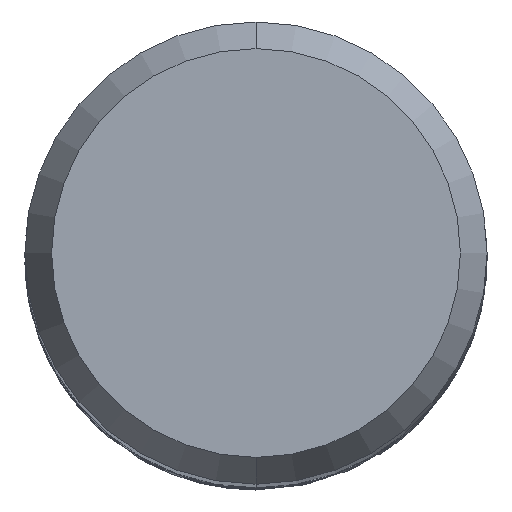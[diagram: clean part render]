
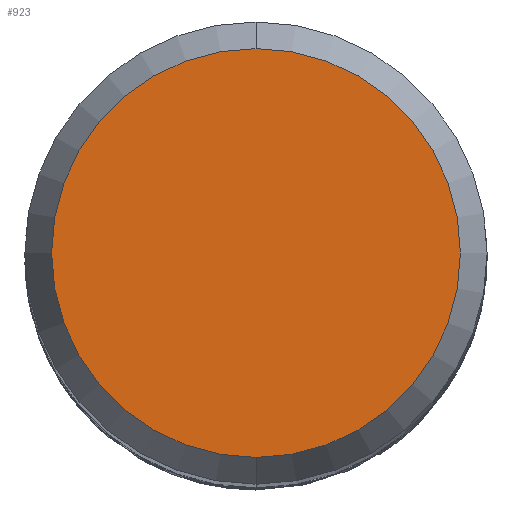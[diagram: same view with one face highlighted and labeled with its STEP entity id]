
A CAD part, top view. The second image highlights one B-rep face of the part: STEP entity #923.
In plain terms, the highlighted planar face has unit normal (0, 0, 1).
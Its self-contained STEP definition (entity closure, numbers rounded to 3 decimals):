
#839=EDGE_CURVE('',#1143,#847,#1893,.T.);
#847=VERTEX_POINT('',#1902);
#923=ADVANCED_FACE('',(#1987),#1988,.T.);
#1143=VERTEX_POINT('',#2229);
#1273=EDGE_CURVE('',#847,#1143,#2369,.T.);
#1893=CIRCLE('',#8565,4.423);
#1902=CARTESIAN_POINT('',(0.0,4.423,0.0));
#1987=FACE_OUTER_BOUND('',#10124,.T.);
#1988=PLANE('',#10125);
#2229=CARTESIAN_POINT('',(0.,-4.423,0.0));
#2369=CIRCLE('',#14156,4.423);
#8565=AXIS2_PLACEMENT_3D('',#18720,#18721,#18722);
#10124=EDGE_LOOP('',(#18823,#18824));
#10125=AXIS2_PLACEMENT_3D('',#18825,#18826,#18827);
#14156=AXIS2_PLACEMENT_3D('',#19212,#19213,#19214);
#18720=CARTESIAN_POINT('',(0.0,0.0,0.0));
#18721=DIRECTION('',(0.0,0.0,-1.0));
#18722=DIRECTION('',(0.0,1.0,0.0));
#18823=ORIENTED_EDGE('',*,*,#1273,.F.);
#18824=ORIENTED_EDGE('',*,*,#839,.F.);
#18825=CARTESIAN_POINT('',(0.0,2.211,0.0));
#18826=DIRECTION('',(-0.0,0.0,1.0));
#18827=DIRECTION('',(0.0,-1.0,0.0));
#19212=CARTESIAN_POINT('',(0.0,0.0,0.0));
#19213=DIRECTION('',(0.0,0.0,-1.0));
#19214=DIRECTION('',(0.0,1.0,0.0));
